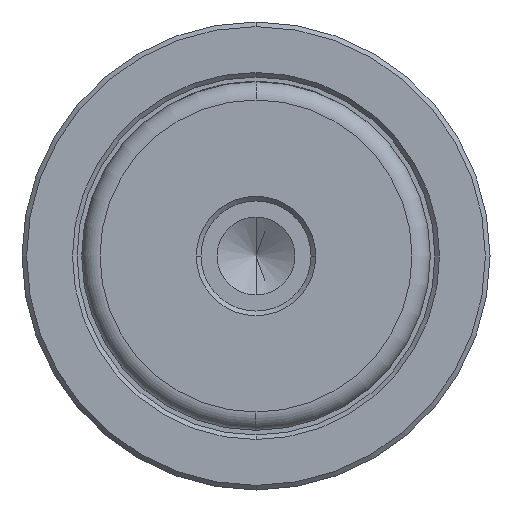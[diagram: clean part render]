
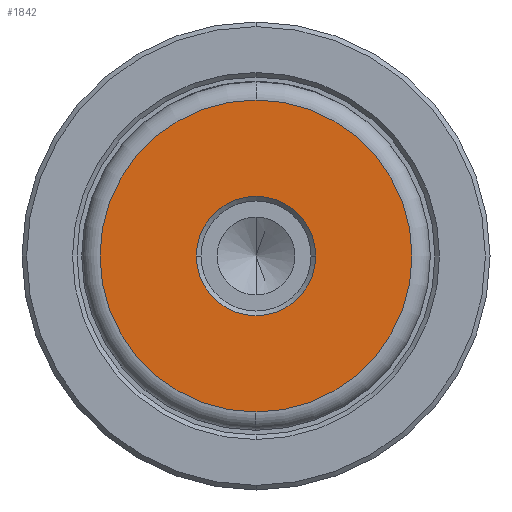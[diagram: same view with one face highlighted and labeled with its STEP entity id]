
A CAD part, left-side view. The second image highlights one B-rep face of the part: STEP entity #1842.
In plain terms, the highlighted planar face has unit normal (-1, 0, 0).
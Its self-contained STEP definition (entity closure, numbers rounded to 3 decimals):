
#49 = ORIENTED_EDGE ( 'NONE', *, *, #1646, .T. ) ;
#90 = EDGE_CURVE ( 'NONE', #558, #2403, #307, .T. ) ;
#156 = PLANE ( 'NONE',  #428 ) ;
#245 = ORIENTED_EDGE ( 'NONE', *, *, #90, .T. ) ;
#307 = CIRCLE ( 'NONE', #457, 16.997 ) ;
#316 = FACE_OUTER_BOUND ( 'NONE', #1896, .T. ) ;
#333 = CARTESIAN_POINT ( 'NONE',  ( 0., 0., 0. ) ) ;
#368 = CIRCLE ( 'NONE', #559, 6.5 ) ;
#408 = EDGE_CURVE ( 'NONE', #2403, #558, #957, .T. ) ;
#428 = AXIS2_PLACEMENT_3D ( 'NONE', #333, #705, #2040 ) ;
#440 = CARTESIAN_POINT ( 'NONE',  ( 0., 0., 0. ) ) ;
#457 = AXIS2_PLACEMENT_3D ( 'NONE', #440, #1752, #633 ) ;
#475 = CARTESIAN_POINT ( 'NONE',  ( 0., 6.5, 0. ) ) ;
#480 = AXIS2_PLACEMENT_3D ( 'NONE', #681, #2011, #868 ) ;
#558 = VERTEX_POINT ( 'NONE', #615 ) ;
#559 = AXIS2_PLACEMENT_3D ( 'NONE', #1836, #711, #2045 ) ;
#615 = CARTESIAN_POINT ( 'NONE',  ( 0., 0., -16.997 ) ) ;
#633 = DIRECTION ( 'NONE',  ( 0., 0., 1. ) ) ;
#681 = CARTESIAN_POINT ( 'NONE',  ( 0., 0., 0. ) ) ;
#705 = DIRECTION ( 'NONE',  ( -1., 0., 0. ) ) ;
#711 = DIRECTION ( 'NONE',  ( 1., 0., 0. ) ) ;
#758 = DIRECTION ( 'NONE',  ( -1., 0., 0. ) ) ;
#868 = DIRECTION ( 'NONE',  ( 0., 0., 1. ) ) ;
#957 = CIRCLE ( 'NONE', #1950, 16.997 ) ;
#1005 = ORIENTED_EDGE ( 'NONE', *, *, #1876, .T. ) ;
#1089 = VERTEX_POINT ( 'NONE', #475 ) ;
#1134 = CARTESIAN_POINT ( 'NONE',  ( 0., -6.5, 0. ) ) ;
#1182 = VERTEX_POINT ( 'NONE', #1134 ) ;
#1314 = FACE_BOUND ( 'NONE', #1908, .T. ) ;
#1646 = EDGE_CURVE ( 'NONE', #1089, #1182, #2287, .T. ) ;
#1752 = DIRECTION ( 'NONE',  ( -1., 0., 0. ) ) ;
#1836 = CARTESIAN_POINT ( 'NONE',  ( 0., 0., 0. ) ) ;
#1842 = ADVANCED_FACE ( 'NONE', ( #1314, #316 ), #156, .T. ) ;
#1876 = EDGE_CURVE ( 'NONE', #1182, #1089, #368, .T. ) ;
#1885 = CARTESIAN_POINT ( 'NONE',  ( 0., 0., 0. ) ) ;
#1896 = EDGE_LOOP ( 'NONE', ( #2370, #245 ) ) ;
#1908 = EDGE_LOOP ( 'NONE', ( #1005, #49 ) ) ;
#1950 = AXIS2_PLACEMENT_3D ( 'NONE', #1885, #758, #2092 ) ;
#1999 = CARTESIAN_POINT ( 'NONE',  ( 0., 0., 16.997 ) ) ;
#2011 = DIRECTION ( 'NONE',  ( 1., 0., 0. ) ) ;
#2040 = DIRECTION ( 'NONE',  ( 0., 0., 1. ) ) ;
#2045 = DIRECTION ( 'NONE',  ( 0., 0., 1. ) ) ;
#2092 = DIRECTION ( 'NONE',  ( 0., 0., 1. ) ) ;
#2287 = CIRCLE ( 'NONE', #480, 6.5 ) ;
#2370 = ORIENTED_EDGE ( 'NONE', *, *, #408, .T. ) ;
#2403 = VERTEX_POINT ( 'NONE', #1999 ) ;
